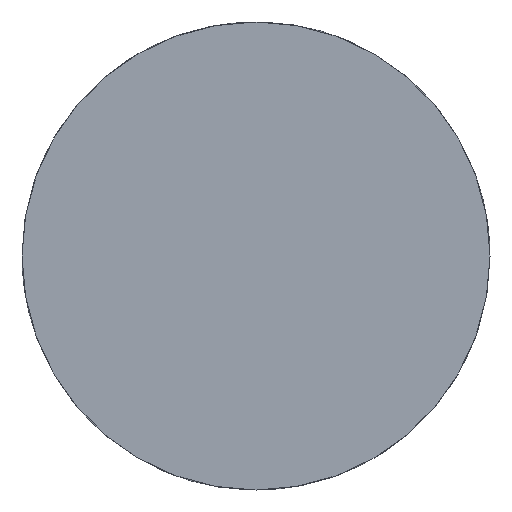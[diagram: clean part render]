
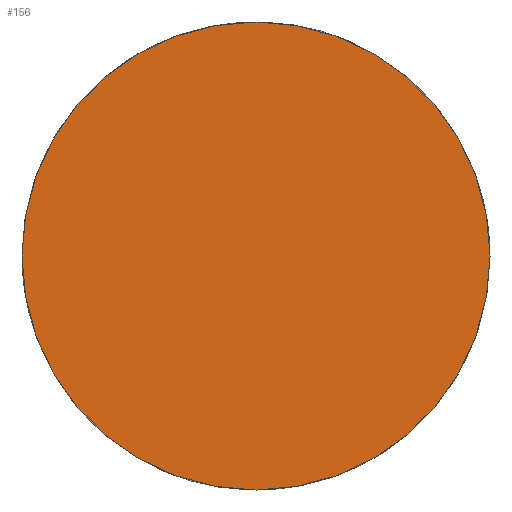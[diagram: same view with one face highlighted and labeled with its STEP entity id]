
A CAD part, front view. The second image highlights one B-rep face of the part: STEP entity #156.
In plain terms, the highlighted planar face has unit normal (0, -1, 0).
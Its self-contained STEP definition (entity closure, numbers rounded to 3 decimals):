
#1=CARTESIAN_POINT('',(0.,50.,0.));
#2=DIRECTION('',(0.,1.,0.));
#3=DIRECTION('',(1.,0.,0.));
#4=AXIS2_PLACEMENT_3D('',#1,#2,#3);
#6=CARTESIAN_POINT('',(0.,50.,0.));
#7=DIRECTION('',(0.,1.,0.));
#8=DIRECTION('',(-1.,0.,0.));
#9=AXIS2_PLACEMENT_3D('',#6,#7,#8);
#125=CARTESIAN_POINT('',(10.,50.,0.));
#126=CARTESIAN_POINT('',(-10.,50.,0.));
#127=VERTEX_POINT('',#125);
#128=VERTEX_POINT('',#126);
#145=CARTESIAN_POINT('',(0.,50.,0.));
#146=DIRECTION('',(0.,1.,0.));
#147=DIRECTION('',(1.,0.,0.));
#148=AXIS2_PLACEMENT_3D('',#145,#146,#147);
#149=PLANE('',#148);
#151=ORIENTED_EDGE('',*,*,#150,.T.);
#153=ORIENTED_EDGE('',*,*,#152,.T.);
#154=EDGE_LOOP('',(#151,#153));
#155=FACE_OUTER_BOUND('',#154,.F.);
#156=ADVANCED_FACE('',(#155),#149,.F.);
#5=CIRCLE('',#4,10.);
#10=CIRCLE('',#9,10.);
#150=EDGE_CURVE('',#127,#128,#5,.T.);
#152=EDGE_CURVE('',#128,#127,#10,.T.);
